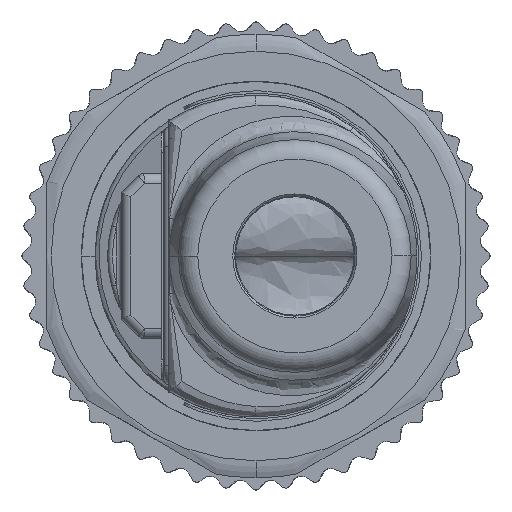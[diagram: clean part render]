
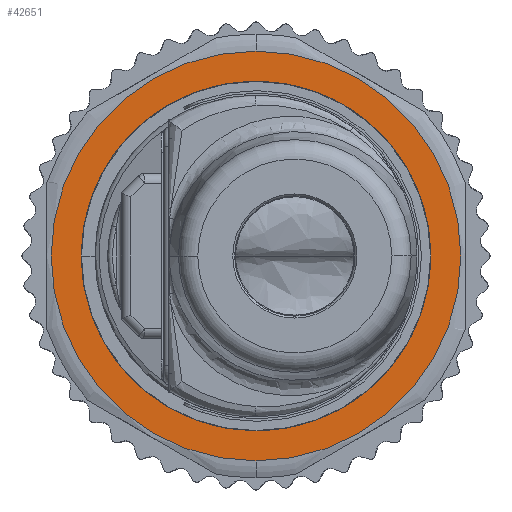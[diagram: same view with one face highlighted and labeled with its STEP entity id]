
A CAD part, left-side view. The second image highlights one B-rep face of the part: STEP entity #42651.
In plain terms, the highlighted face is planar.
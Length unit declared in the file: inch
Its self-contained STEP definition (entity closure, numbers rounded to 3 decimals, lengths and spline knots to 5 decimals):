
#39244=CARTESIAN_POINT('',(0.,0.32,0.));
#39245=DIRECTION('',(0.,-1.,0.));
#39246=DIRECTION('',(1.,0.,0.));
#39247=AXIS2_PLACEMENT_3D('',#39244,#39245,#39246);
#39249=CARTESIAN_POINT('',(0.,0.32,0.));
#39250=DIRECTION('',(0.,-1.,0.));
#39251=DIRECTION('',(-1.,0.,0.));
#39252=AXIS2_PLACEMENT_3D('',#39249,#39250,#39251);
#39254=CARTESIAN_POINT('',(0.,0.32,0.));
#39255=DIRECTION('',(0.,1.,0.));
#39256=DIRECTION('',(1.,0.,0.));
#39257=AXIS2_PLACEMENT_3D('',#39254,#39255,#39256);
#39259=CARTESIAN_POINT('',(0.,0.32,0.));
#39260=DIRECTION('',(0.,1.,0.));
#39261=DIRECTION('',(-1.,0.,0.));
#39262=AXIS2_PLACEMENT_3D('',#39259,#39260,#39261);
#41382=CARTESIAN_POINT('',(0.355,0.32,0.));
#41383=CARTESIAN_POINT('',(-0.355,0.32,0.));
#41384=VERTEX_POINT('',#41382);
#41385=VERTEX_POINT('',#41383);
#41434=CARTESIAN_POINT('',(0.41584,0.32,0.));
#41435=CARTESIAN_POINT('',(-0.41584,0.32,0.));
#41436=VERTEX_POINT('',#41434);
#41437=VERTEX_POINT('',#41435);
#42636=CARTESIAN_POINT('',(0.,0.32,0.));
#42637=DIRECTION('',(0.,1.,0.));
#42638=DIRECTION('',(1.,0.,0.));
#42639=AXIS2_PLACEMENT_3D('',#42636,#42637,#42638);
#42640=PLANE('',#42639);
#42642=ORIENTED_EDGE('',*,*,#42641,.F.);
#42644=ORIENTED_EDGE('',*,*,#42643,.F.);
#42645=EDGE_LOOP('',(#42642,#42644));
#42646=FACE_OUTER_BOUND('',#42645,.F.);
#42647=ORIENTED_EDGE('',*,*,#42616,.F.);
#42648=ORIENTED_EDGE('',*,*,#42630,.F.);
#42649=EDGE_LOOP('',(#42647,#42648));
#42650=FACE_BOUND('',#42649,.F.);
#42651=ADVANCED_FACE('',(#42646,#42650),#42640,.T.);
#39248=CIRCLE('',#39247,0.355);
#39253=CIRCLE('',#39252,0.355);
#39258=CIRCLE('',#39257,0.41584);
#39263=CIRCLE('',#39262,0.41584);
#42616=EDGE_CURVE('',#41384,#41385,#39248,.T.);
#42630=EDGE_CURVE('',#41385,#41384,#39253,.T.);
#42641=EDGE_CURVE('',#41436,#41437,#39258,.T.);
#42643=EDGE_CURVE('',#41437,#41436,#39263,.T.);
